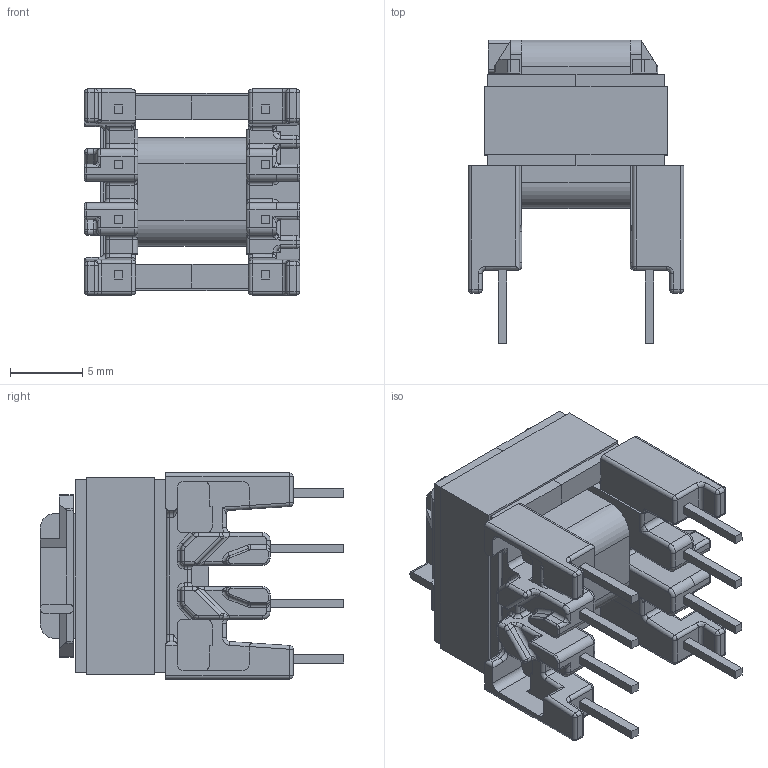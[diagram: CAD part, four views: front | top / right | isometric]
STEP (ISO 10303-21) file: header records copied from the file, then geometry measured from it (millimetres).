
FILE_DESCRIPTION (( 'STEP AP214' ), '1' );
FILE_NAME ('EE13-6-6_5449.STEP', '2019-01-31T16:20:25', ( '' ), ( '' ), 'SwSTEP 2.0', 'SolidWorks 2017', '' );
FILE_SCHEMA (( 'AUTOMOTIVE_DESIGN' ));
Length unit declared in the file: millimetre
Products named in the file (5): 440-9986-0560; 150-0560_6J; 070-5449_coil; 070-5449_6B; EE13-6-6_5449
Assembly tree (5 placements, depth 2):
  EE13-6-6_5449
    070-5449_6B
    070-5449_coil
    150-0560_6J  x2
    440-9986-0560
Bounding box: 14.91 x 21.01 x 14.25 mm (x, y, z)
Volume: 1646.8 mm3; surface area: 3618.1 mm2
Topology: 5 solids, 5 shells, 706 faces, 1743 edges, 1013 vertices
Faces by surface type: cylinder 277, plane 264, torus 94, bspline 38, sphere 33
Entity records: 21873 total; most frequent: CARTESIAN_POINT 4773, DIRECTION 3462, ORIENTED_EDGE 3330, EDGE_CURVE 1665, AXIS2_PLACEMENT_3D 1252, VERTEX_POINT 989, VECTOR 958, LINE 958
